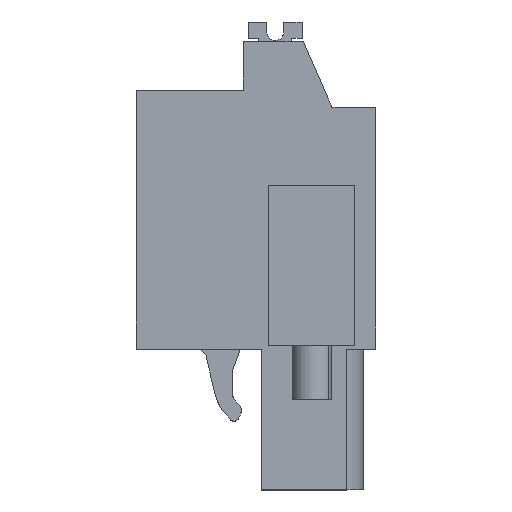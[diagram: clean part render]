
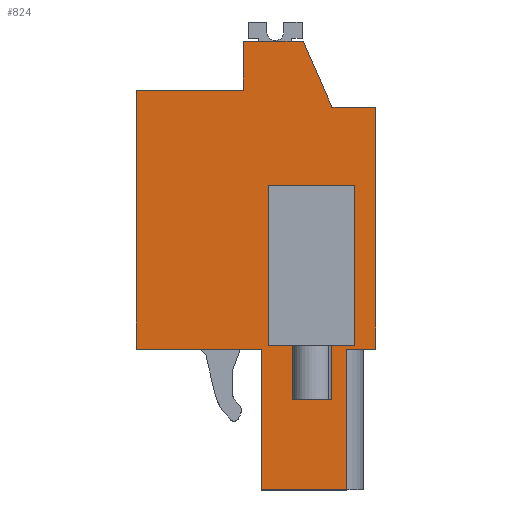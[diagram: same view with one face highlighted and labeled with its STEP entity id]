
A CAD part, left-side view. The second image highlights one B-rep face of the part: STEP entity #824.
In plain terms, the highlighted planar face has unit normal (-1, 0, 0).
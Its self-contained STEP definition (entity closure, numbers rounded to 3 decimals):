
#706=AXIS2_PLACEMENT_3D('Plane Axis2P3D',#703,#704,#705) ;
#42=CARTESIAN_POINT('Vertex',(4.9,7.85,26.59)) ;
#45=CARTESIAN_POINT('Line Origine',(4.9,6.075,26.59)) ;
#49=CARTESIAN_POINT('Vertex',(4.9,4.3,26.59)) ;
#587=CARTESIAN_POINT('Vertex',(4.9,7.85,23.69)) ;
#590=CARTESIAN_POINT('Line Origine',(4.9,7.85,25.14)) ;
#703=CARTESIAN_POINT('Axis2P3D Location',(4.9,6.8,8.35)) ;
#708=CARTESIAN_POINT('Line Origine',(4.9,1.725,4.175)) ;
#712=CARTESIAN_POINT('Vertex',(4.9,1.725,8.35)) ;
#714=CARTESIAN_POINT('Vertex',(4.9,1.725,0.)) ;
#717=CARTESIAN_POINT('Line Origine',(4.9,0.862,8.35)) ;
#721=CARTESIAN_POINT('Vertex',(4.9,0.,8.35)) ;
#724=CARTESIAN_POINT('Line Origine',(4.9,0.,15.52)) ;
#728=CARTESIAN_POINT('Vertex',(4.9,0.,22.69)) ;
#731=CARTESIAN_POINT('Line Origine',(4.9,1.3,22.69)) ;
#735=CARTESIAN_POINT('Vertex',(4.9,2.6,22.69)) ;
#738=CARTESIAN_POINT('Line Origine',(4.9,3.45,24.64)) ;
#743=CARTESIAN_POINT('Line Origine',(4.9,11.025,23.69)) ;
#747=CARTESIAN_POINT('Vertex',(4.9,14.2,23.69)) ;
#750=CARTESIAN_POINT('Line Origine',(4.9,14.2,16.02)) ;
#754=CARTESIAN_POINT('Vertex',(4.9,14.2,8.35)) ;
#757=CARTESIAN_POINT('Line Origine',(4.9,10.485,8.35)) ;
#761=CARTESIAN_POINT('Vertex',(4.9,6.771,8.35)) ;
#764=CARTESIAN_POINT('Line Origine',(4.9,6.771,4.175)) ;
#768=CARTESIAN_POINT('Vertex',(4.9,6.771,0.)) ;
#771=CARTESIAN_POINT('Line Origine',(4.9,4.248,0.)) ;
#790=CARTESIAN_POINT('Line Origine',(4.9,3.8,8.55)) ;
#794=CARTESIAN_POINT('Vertex',(4.9,6.35,8.55)) ;
#796=CARTESIAN_POINT('Vertex',(4.9,1.25,8.55)) ;
#799=CARTESIAN_POINT('Line Origine',(4.9,6.35,13.3)) ;
#803=CARTESIAN_POINT('Vertex',(4.9,6.35,18.05)) ;
#806=CARTESIAN_POINT('Line Origine',(4.9,3.8,18.05)) ;
#810=CARTESIAN_POINT('Vertex',(4.9,1.25,18.05)) ;
#813=CARTESIAN_POINT('Line Origine',(4.9,1.25,13.3)) ;
#46=DIRECTION('Vector Direction',(0.,1.,0.)) ;
#591=DIRECTION('Vector Direction',(0.,0.,-1.)) ;
#704=DIRECTION('Axis2P3D Direction',(1.,0.,0.)) ;
#705=DIRECTION('Axis2P3D XDirection',(0.,1.,0.)) ;
#709=DIRECTION('Vector Direction',(0.,0.,-1.)) ;
#718=DIRECTION('Vector Direction',(0.,-1.,0.)) ;
#725=DIRECTION('Vector Direction',(0.,0.,-1.)) ;
#732=DIRECTION('Vector Direction',(0.,1.,0.)) ;
#739=DIRECTION('Vector Direction',(0.,0.4,0.917)) ;
#744=DIRECTION('Vector Direction',(0.,1.,0.)) ;
#751=DIRECTION('Vector Direction',(0.,0.,1.)) ;
#758=DIRECTION('Vector Direction',(0.,1.,0.)) ;
#765=DIRECTION('Vector Direction',(0.,0.,-1.)) ;
#772=DIRECTION('Vector Direction',(0.,1.,0.)) ;
#791=DIRECTION('Vector Direction',(0.,-1.,0.)) ;
#800=DIRECTION('Vector Direction',(0.,0.,-1.)) ;
#807=DIRECTION('Vector Direction',(0.,-1.,0.)) ;
#814=DIRECTION('Vector Direction',(0.,0.,-1.)) ;
#47=VECTOR('Line Direction',#46,1.) ;
#592=VECTOR('Line Direction',#591,1.) ;
#710=VECTOR('Line Direction',#709,1.) ;
#719=VECTOR('Line Direction',#718,1.) ;
#726=VECTOR('Line Direction',#725,1.) ;
#733=VECTOR('Line Direction',#732,1.) ;
#740=VECTOR('Line Direction',#739,1.) ;
#745=VECTOR('Line Direction',#744,1.) ;
#752=VECTOR('Line Direction',#751,1.) ;
#759=VECTOR('Line Direction',#758,1.) ;
#766=VECTOR('Line Direction',#765,1.) ;
#773=VECTOR('Line Direction',#772,1.) ;
#792=VECTOR('Line Direction',#791,1.) ;
#801=VECTOR('Line Direction',#800,1.) ;
#808=VECTOR('Line Direction',#807,1.) ;
#815=VECTOR('Line Direction',#814,1.) ;
#777=ORIENTED_EDGE('',*,*,#716,.F.) ;
#778=ORIENTED_EDGE('',*,*,#723,.F.) ;
#779=ORIENTED_EDGE('',*,*,#730,.F.) ;
#780=ORIENTED_EDGE('',*,*,#737,.T.) ;
#781=ORIENTED_EDGE('',*,*,#742,.T.) ;
#782=ORIENTED_EDGE('',*,*,#51,.T.) ;
#783=ORIENTED_EDGE('',*,*,#594,.T.) ;
#784=ORIENTED_EDGE('',*,*,#749,.T.) ;
#785=ORIENTED_EDGE('',*,*,#756,.F.) ;
#786=ORIENTED_EDGE('',*,*,#763,.F.) ;
#787=ORIENTED_EDGE('',*,*,#770,.T.) ;
#788=ORIENTED_EDGE('',*,*,#775,.F.) ;
#819=ORIENTED_EDGE('',*,*,#798,.F.) ;
#820=ORIENTED_EDGE('',*,*,#805,.F.) ;
#821=ORIENTED_EDGE('',*,*,#812,.F.) ;
#822=ORIENTED_EDGE('',*,*,#817,.T.) ;
#823=FACE_BOUND('',#818,.T.) ;
#824=ADVANCED_FACE('HOUSING',(#789,#823),#707,.F.) ;
#51=EDGE_CURVE('',#50,#43,#48,.T.) ;
#594=EDGE_CURVE('',#43,#588,#593,.T.) ;
#716=EDGE_CURVE('',#713,#715,#711,.T.) ;
#723=EDGE_CURVE('',#722,#713,#720,.F.) ;
#730=EDGE_CURVE('',#729,#722,#727,.T.) ;
#737=EDGE_CURVE('',#729,#736,#734,.T.) ;
#742=EDGE_CURVE('',#736,#50,#741,.T.) ;
#749=EDGE_CURVE('',#588,#748,#746,.T.) ;
#756=EDGE_CURVE('',#755,#748,#753,.T.) ;
#763=EDGE_CURVE('',#762,#755,#760,.T.) ;
#770=EDGE_CURVE('',#762,#769,#767,.T.) ;
#775=EDGE_CURVE('',#715,#769,#774,.T.) ;
#798=EDGE_CURVE('',#795,#797,#793,.T.) ;
#805=EDGE_CURVE('',#804,#795,#802,.T.) ;
#812=EDGE_CURVE('',#811,#804,#809,.F.) ;
#817=EDGE_CURVE('',#811,#797,#816,.T.) ;
#776=EDGE_LOOP('',(#777,#778,#779,#780,#781,#782,#783,#784,#785,#786,#787,#788)) ;
#818=EDGE_LOOP('',(#819,#820,#821,#822)) ;
#789=FACE_OUTER_BOUND('',#776,.T.) ;
#48=LINE('Line',#45,#47) ;
#593=LINE('Line',#590,#592) ;
#711=LINE('Line',#708,#710) ;
#720=LINE('Line',#717,#719) ;
#727=LINE('Line',#724,#726) ;
#734=LINE('Line',#731,#733) ;
#741=LINE('Line',#738,#740) ;
#746=LINE('Line',#743,#745) ;
#753=LINE('Line',#750,#752) ;
#760=LINE('Line',#757,#759) ;
#767=LINE('Line',#764,#766) ;
#774=LINE('Line',#771,#773) ;
#793=LINE('Line',#790,#792) ;
#802=LINE('Line',#799,#801) ;
#809=LINE('Line',#806,#808) ;
#816=LINE('Line',#813,#815) ;
#707=PLANE('',#706) ;
#43=VERTEX_POINT('',#42) ;
#50=VERTEX_POINT('',#49) ;
#588=VERTEX_POINT('',#587) ;
#713=VERTEX_POINT('',#712) ;
#715=VERTEX_POINT('',#714) ;
#722=VERTEX_POINT('',#721) ;
#729=VERTEX_POINT('',#728) ;
#736=VERTEX_POINT('',#735) ;
#748=VERTEX_POINT('',#747) ;
#755=VERTEX_POINT('',#754) ;
#762=VERTEX_POINT('',#761) ;
#769=VERTEX_POINT('',#768) ;
#795=VERTEX_POINT('',#794) ;
#797=VERTEX_POINT('',#796) ;
#804=VERTEX_POINT('',#803) ;
#811=VERTEX_POINT('',#810) ;
